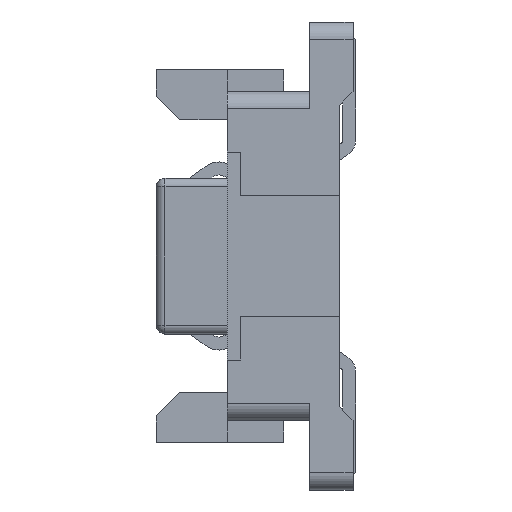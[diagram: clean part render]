
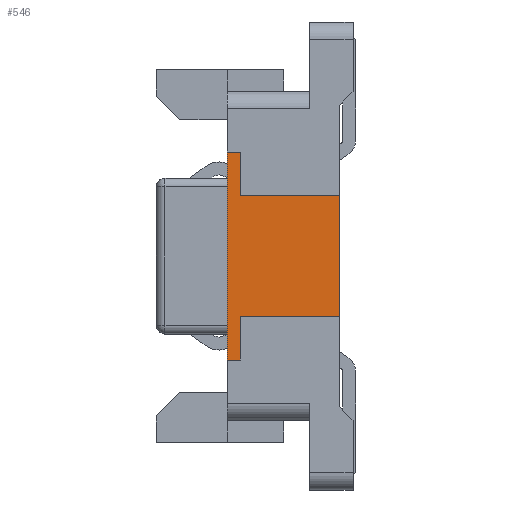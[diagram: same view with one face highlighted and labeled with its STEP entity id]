
A CAD part, left-side view. The second image highlights one B-rep face of the part: STEP entity #546.
In plain terms, the highlighted planar face has unit normal (-1, 0, 0).
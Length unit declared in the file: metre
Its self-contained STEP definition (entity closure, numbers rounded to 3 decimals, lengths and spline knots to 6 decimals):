
#546 = ADVANCED_FACE( '', ( #2848 ), #2849, .F. );
#2848 = FACE_OUTER_BOUND( '', #6530, .T. );
#2849 = PLANE( '', #6531 );
#6530 = EDGE_LOOP( '', ( #13085, #13086, #13087, #13088, #13089, #13090, #13091, #13092, #13093, #13094, #13095, #13096, #13097, #13098 ) );
#6531 = AXIS2_PLACEMENT_3D( '', #13099, #13100, #13101 );
#13085 = ORIENTED_EDGE( '', *, *, #26440, .F. );
#13086 = ORIENTED_EDGE( '', *, *, #25758, .T. );
#13087 = ORIENTED_EDGE( '', *, *, #26441, .F. );
#13088 = ORIENTED_EDGE( '', *, *, #26442, .F. );
#13089 = ORIENTED_EDGE( '', *, *, #26443, .F. );
#13090 = ORIENTED_EDGE( '', *, *, #26444, .F. );
#13091 = ORIENTED_EDGE( '', *, *, #26445, .T. );
#13092 = ORIENTED_EDGE( '', *, *, #26446, .F. );
#13093 = ORIENTED_EDGE( '', *, *, #24565, .F. );
#13094 = ORIENTED_EDGE( '', *, *, #26447, .T. );
#13095 = ORIENTED_EDGE( '', *, *, #26448, .T. );
#13096 = ORIENTED_EDGE( '', *, *, #26449, .F. );
#13097 = ORIENTED_EDGE( '', *, *, #26450, .T. );
#13098 = ORIENTED_EDGE( '', *, *, #26451, .T. );
#13099 = CARTESIAN_POINT( '', ( -0.0101, -0.000635, 0.0007 ) );
#13100 = DIRECTION( '', ( 1., 0., 0. ) );
#13101 = DIRECTION( '', ( 0., 1., 0. ) );
#24565 = EDGE_CURVE( '', #29821, #29823, #29824, .T. );
#25758 = EDGE_CURVE( '', #32111, #32109, #32112, .T. );
#26440 = EDGE_CURVE( '', #32111, #33341, #33342, .T. );
#26441 = EDGE_CURVE( '', #33343, #32109, #33344, .T. );
#26442 = EDGE_CURVE( '', #33345, #33343, #33346, .T. );
#26443 = EDGE_CURVE( '', #33347, #33345, #33348, .T. );
#26444 = EDGE_CURVE( '', #33349, #33347, #33350, .T. );
#26445 = EDGE_CURVE( '', #33349, #33351, #33352, .T. );
#26446 = EDGE_CURVE( '', #29823, #33351, #33353, .T. );
#26447 = EDGE_CURVE( '', #29821, #33354, #33355, .T. );
#26448 = EDGE_CURVE( '', #33354, #33356, #33357, .T. );
#26449 = EDGE_CURVE( '', #33358, #33356, #33359, .T. );
#26450 = EDGE_CURVE( '', #33358, #33360, #33361, .T. );
#26451 = EDGE_CURVE( '', #33360, #33341, #33362, .T. );
#29821 = VERTEX_POINT( '', #38341 );
#29823 = VERTEX_POINT( '', #38344 );
#29824 = LINE( '', #38345, #38346 );
#32109 = VERTEX_POINT( '', #41654 );
#32111 = VERTEX_POINT( '', #41657 );
#32112 = LINE( '', #41658, #41659 );
#33341 = VERTEX_POINT( '', #43464 );
#33342 = LINE( '', #43465, #43466 );
#33343 = VERTEX_POINT( '', #43467 );
#33344 = LINE( '', #43468, #43469 );
#33345 = VERTEX_POINT( '', #43470 );
#33346 = LINE( '', #43471, #43472 );
#33347 = VERTEX_POINT( '', #43473 );
#33348 = LINE( '', #43474, #43475 );
#33349 = VERTEX_POINT( '', #43476 );
#33350 = LINE( '', #43477, #43478 );
#33351 = VERTEX_POINT( '', #43479 );
#33352 = LINE( '', #43480, #43481 );
#33353 = LINE( '', #43482, #43483 );
#33354 = VERTEX_POINT( '', #43484 );
#33355 = LINE( '', #43485, #43486 );
#33356 = VERTEX_POINT( '', #43487 );
#33357 = LINE( '', #43488, #43489 );
#33358 = VERTEX_POINT( '', #43490 );
#33359 = LINE( '', #43491, #43492 );
#33360 = VERTEX_POINT( '', #43493 );
#33361 = LINE( '', #43494, #43495 );
#33362 = LINE( '', #43496, #43497 );
#38341 = CARTESIAN_POINT( '', ( -0.0101, 0.000315, 0.0012 ) );
#38344 = CARTESIAN_POINT( '', ( -0.0101, 0.000165, 0.0012 ) );
#38345 = CARTESIAN_POINT( '', ( -0.0101, 0.000315, 0.0012 ) );
#38346 = VECTOR( '', #50192, 1. );
#41654 = CARTESIAN_POINT( '', ( -0.0101, -0.000975, -0.0007 ) );
#41657 = CARTESIAN_POINT( '', ( -0.0101, -0.000635, -0.0007 ) );
#41658 = CARTESIAN_POINT( '', ( -0.0101, -0.000635, -0.0007 ) );
#41659 = VECTOR( '', #51721, 1. );
#43464 = CARTESIAN_POINT( '', ( -0.0101, -0.000635, -0.001 ) );
#43465 = CARTESIAN_POINT( '', ( -0.0101, -0.000635, -0.0007 ) );
#43466 = VECTOR( '', #52645, 1. );
#43467 = CARTESIAN_POINT( '', ( -0.0101, -0.000975, 0.0007 ) );
#43468 = CARTESIAN_POINT( '', ( -0.0101, -0.000975, 0.0007 ) );
#43469 = VECTOR( '', #52646, 1. );
#43470 = CARTESIAN_POINT( '', ( -0.0101, -0.000635, 0.0007 ) );
#43471 = CARTESIAN_POINT( '', ( -0.0101, -0.000635, 0.0007 ) );
#43472 = VECTOR( '', #52647, 1. );
#43473 = CARTESIAN_POINT( '', ( -0.0101, -0.000635, 0.001 ) );
#43474 = CARTESIAN_POINT( '', ( -0.0101, -0.000635, 0.001 ) );
#43475 = VECTOR( '', #52648, 1. );
#43476 = CARTESIAN_POINT( '', ( -0.0101, 0.000065, 0.001 ) );
#43477 = CARTESIAN_POINT( '', ( -0.0101, 0.000065, 0.001 ) );
#43478 = VECTOR( '', #52649, 1. );
#43479 = CARTESIAN_POINT( '', ( -0.0101, 0.000165, 0.0011 ) );
#43480 = CARTESIAN_POINT( '', ( -0.0101, 0.000065, 0.001 ) );
#43481 = VECTOR( '', #52650, 1. );
#43482 = CARTESIAN_POINT( '', ( -0.0101, 0.000165, 0.0012 ) );
#43483 = VECTOR( '', #52651, 1. );
#43484 = CARTESIAN_POINT( '', ( -0.0101, 0.000315, -0.0012 ) );
#43485 = CARTESIAN_POINT( '', ( -0.0101, 0.000315, 0.0012 ) );
#43486 = VECTOR( '', #52652, 1. );
#43487 = CARTESIAN_POINT( '', ( -0.0101, 0.000165, -0.0012 ) );
#43488 = CARTESIAN_POINT( '', ( -0.0101, 0.000315, -0.0012 ) );
#43489 = VECTOR( '', #52653, 1. );
#43490 = CARTESIAN_POINT( '', ( -0.0101, 0.000165, -0.0011 ) );
#43491 = CARTESIAN_POINT( '', ( -0.0101, 0.000165, -0.0011 ) );
#43492 = VECTOR( '', #52654, 1. );
#43493 = CARTESIAN_POINT( '', ( -0.0101, 0.000065, -0.001 ) );
#43494 = CARTESIAN_POINT( '', ( -0.0101, 0.000165, -0.0011 ) );
#43495 = VECTOR( '', #52655, 1. );
#43496 = CARTESIAN_POINT( '', ( -0.0101, 0.000065, -0.001 ) );
#43497 = VECTOR( '', #52656, 1. );
#50192 = DIRECTION( '', ( 0., -1., 0. ) );
#51721 = DIRECTION( '', ( 0., -1., 0. ) );
#52645 = DIRECTION( '', ( 0., 0., -1. ) );
#52646 = DIRECTION( '', ( 0., 0., -1. ) );
#52647 = DIRECTION( '', ( 0., -1., 0. ) );
#52648 = DIRECTION( '', ( 0., 0., -1. ) );
#52649 = DIRECTION( '', ( 0., -1., 0. ) );
#52650 = DIRECTION( '', ( 0., 0.707, 0.707 ) );
#52651 = DIRECTION( '', ( 0., 0., -1. ) );
#52652 = DIRECTION( '', ( 0., 0., -1. ) );
#52653 = DIRECTION( '', ( 0., -1., 0. ) );
#52654 = DIRECTION( '', ( 0., 0., -1. ) );
#52655 = DIRECTION( '', ( 0., -0.707, 0.707 ) );
#52656 = DIRECTION( '', ( 0., -1., 0. ) );
